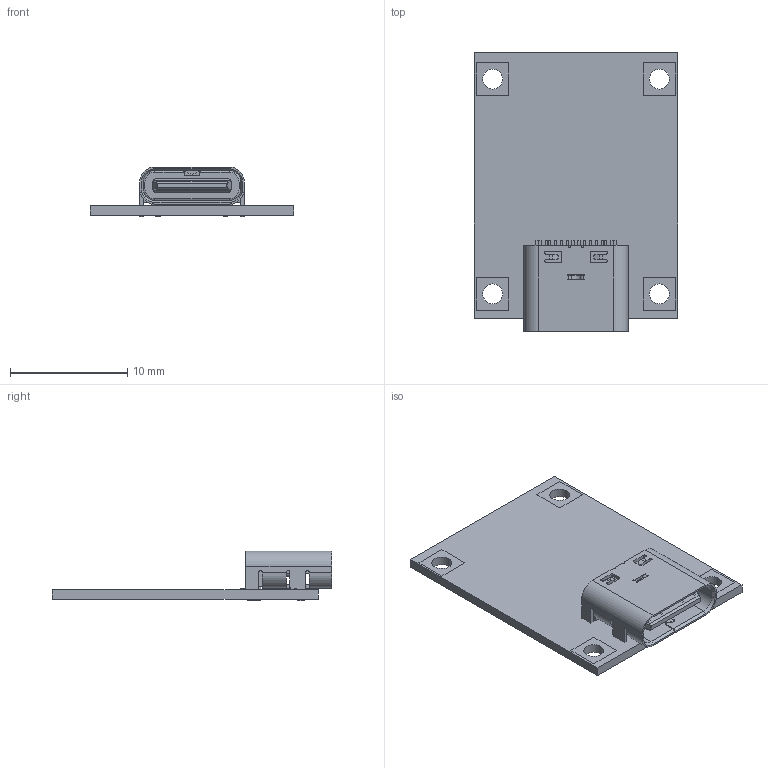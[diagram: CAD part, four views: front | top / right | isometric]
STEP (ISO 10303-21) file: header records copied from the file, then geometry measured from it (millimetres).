
FILE_DESCRIPTION(('FreeCAD Model'),'2;1');
FILE_NAME('Open CASCADE Shape Model','2023-12-29T00:31:43',('Author'),( ''),'Open CASCADE STEP processor 7.6','FreeCAD','Unknown');
FILE_SCHEMA(('AUTOMOTIVE_DESIGN { 1 0 10303 214 1 1 1 1 }'));
Length unit declared in the file: millimetre
Products named in the file (4): Unnamed1; Body; Pads; CQ-USB-C16PSMT01
Assembly tree (3 placements, depth 2):
  Unnamed1
    Body
    Pads
    CQ-USB-C16PSMT01
Bounding box: 17.4 x 23.83 x 4.26 mm (x, y, z)
Volume: 425.4 mm3; surface area: 1435.8 mm2
Topology: 35 solids, 35 shells, 775 faces, 1971 edges, 1276 vertices
Faces by surface type: plane 581, cylinder 174, cone 12, sphere 4, torus 4
Full cylindrical faces by diameter (mm): 1.7 x4
Entity records: 27018 total; most frequent: CARTESIAN_POINT 4200, ORIENTED_EDGE 3934, DIRECTION 3821, EDGE_CURVE 1967, LINE 1595, VECTOR 1595, VERTEX_POINT 1276, AXIS2_PLACEMENT_3D 1113
